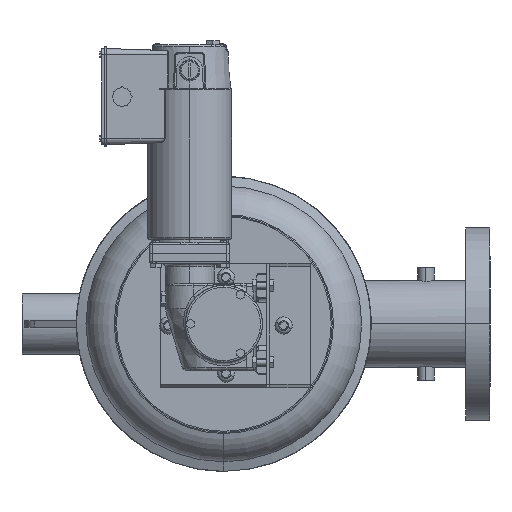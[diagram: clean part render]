
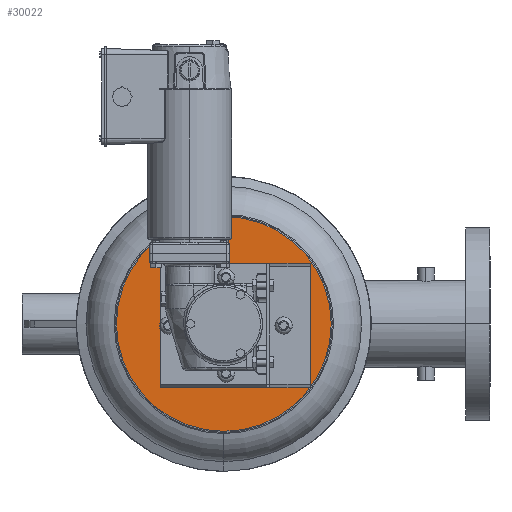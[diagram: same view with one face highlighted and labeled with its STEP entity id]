
A CAD part, left-side view. The second image highlights one B-rep face of the part: STEP entity #30022.
In plain terms, the highlighted planar face has unit normal (-1, 0, 0).
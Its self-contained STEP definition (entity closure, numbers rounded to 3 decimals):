
#231 = DIRECTION ( 'NONE',  ( 0., 0., -1. ) ) ;
#1345 = CARTESIAN_POINT ( 'NONE',  ( 0., 0., -106.362 ) ) ;
#1356 = CIRCLE ( 'NONE', #6396, 106.362 ) ;
#1786 = DIRECTION ( 'NONE',  ( 1., 0., 0. ) ) ;
#1979 = FACE_OUTER_BOUND ( 'NONE', #21273, .T. ) ;
#2095 = AXIS2_PLACEMENT_3D ( 'NONE', #19008, #31220, #11902 ) ;
#2109 = CARTESIAN_POINT ( 'NONE',  ( 0., 0., 0. ) ) ;
#4588 = DIRECTION ( 'NONE',  ( 1., 0., 0. ) ) ;
#5576 = CIRCLE ( 'NONE', #24454, 4.417 ) ;
#6396 = AXIS2_PLACEMENT_3D ( 'NONE', #18277, #23679, #30726 ) ;
#6614 = DIRECTION ( 'NONE',  ( 0., 0., -1. ) ) ;
#6697 = EDGE_CURVE ( 'NONE', #24322, #12614, #5576, .T. ) ;
#7551 = CARTESIAN_POINT ( 'NONE',  ( 0., 0., 0. ) ) ;
#9968 = CARTESIAN_POINT ( 'NONE',  ( 0., 0., 106.362 ) ) ;
#10750 = AXIS2_PLACEMENT_3D ( 'NONE', #2109, #4588, #19440 ) ;
#10753 = EDGE_CURVE ( 'NONE', #21697, #13330, #1356, .T. ) ;
#11109 = EDGE_CURVE ( 'NONE', #13330, #21697, #11785, .T. ) ;
#11785 = CIRCLE ( 'NONE', #10750, 106.362 ) ;
#11902 = DIRECTION ( 'NONE',  ( 0., 0., -1. ) ) ;
#12614 = VERTEX_POINT ( 'NONE', #13825 ) ;
#13330 = VERTEX_POINT ( 'NONE', #1345 ) ;
#13825 = CARTESIAN_POINT ( 'NONE',  ( 0., 0., -4.417 ) ) ;
#17368 = FACE_BOUND ( 'NONE', #20287, .T. ) ;
#17832 = CARTESIAN_POINT ( 'NONE',  ( 0., 0., 4.417 ) ) ;
#18277 = CARTESIAN_POINT ( 'NONE',  ( 0., 0., 0. ) ) ;
#18371 = ORIENTED_EDGE ( 'NONE', *, *, #29354, .T. ) ;
#19008 = CARTESIAN_POINT ( 'NONE',  ( 0., 0., 0. ) ) ;
#19440 = DIRECTION ( 'NONE',  ( 0., 0., -1. ) ) ;
#20287 = EDGE_LOOP ( 'NONE', ( #24981, #18371 ) ) ;
#20474 = ORIENTED_EDGE ( 'NONE', *, *, #10753, .F. ) ;
#21273 = EDGE_LOOP ( 'NONE', ( #20474, #31226 ) ) ;
#21697 = VERTEX_POINT ( 'NONE', #9968 ) ;
#23679 = DIRECTION ( 'NONE',  ( 1., 0., 0. ) ) ;
#24322 = VERTEX_POINT ( 'NONE', #17832 ) ;
#24454 = AXIS2_PLACEMENT_3D ( 'NONE', #7551, #29660, #231 ) ;
#24981 = ORIENTED_EDGE ( 'NONE', *, *, #6697, .T. ) ;
#26411 = AXIS2_PLACEMENT_3D ( 'NONE', #30680, #1786, #6614 ) ;
#29354 = EDGE_CURVE ( 'NONE', #12614, #24322, #30436, .T. ) ;
#29660 = DIRECTION ( 'NONE',  ( 1., 0., 0. ) ) ;
#30022 = ADVANCED_FACE ( 'NONE', ( #1979, #17368 ), #31315, .F. ) ;
#30436 = CIRCLE ( 'NONE', #26411, 4.417 ) ;
#30680 = CARTESIAN_POINT ( 'NONE',  ( 0., 0., 0. ) ) ;
#30726 = DIRECTION ( 'NONE',  ( 0., 0., -1. ) ) ;
#31220 = DIRECTION ( 'NONE',  ( 1., 0., 0. ) ) ;
#31226 = ORIENTED_EDGE ( 'NONE', *, *, #11109, .F. ) ;
#31315 = PLANE ( 'NONE',  #2095 ) ;
